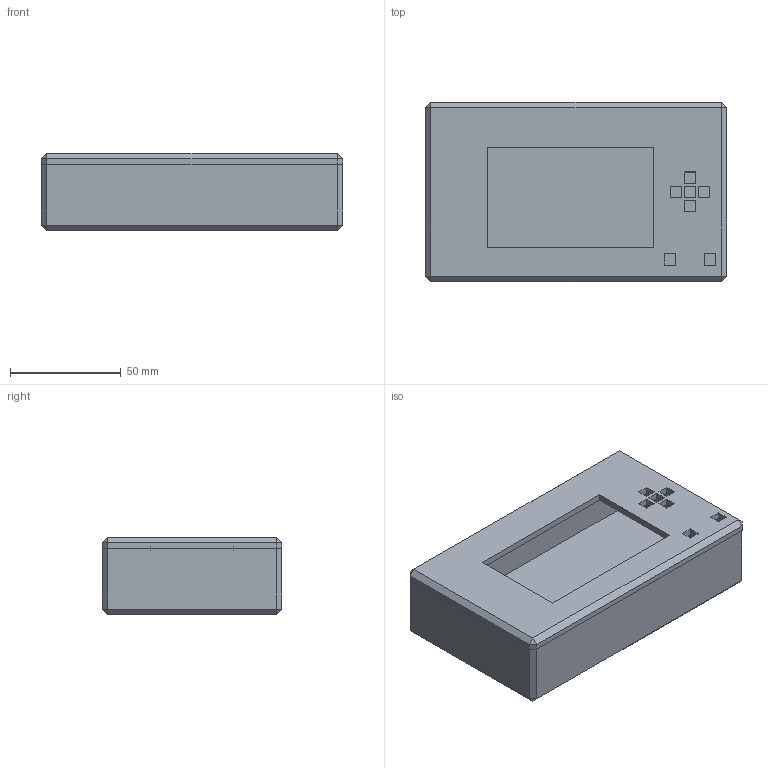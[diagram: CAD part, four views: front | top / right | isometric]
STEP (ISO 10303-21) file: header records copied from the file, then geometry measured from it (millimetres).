
FILE_DESCRIPTION(/* description */ (''),/* implementation_level */ '2;1');
FILE_NAME(/* name */ 'Basic Housing.step',/* time_stamp */ '2026-01-22T16:00:46+11:00',/* author */ (''),/* organization */ (''),/* preprocessor_version */ 'ST-DEVELOPER v20.1',/* originating_system */ 'Autodesk Translation Framework v14.21.0.0',/* authorisation */ '');
FILE_SCHEMA (('AUTOMOTIVE_DESIGN { 1 0 10303 214 3 1 1 }'));
Length unit declared in the file: millimetre
Products named in the file (2): Basic Housing; Component1
Assembly tree (1 placements, depth 2):
  Basic Housing
    Component1
Bounding box: 136 x 81 x 35 mm (x, y, z)
Volume: 89043.1 mm3; surface area: 63764.5 mm2
Topology: 2 solids, 2 shells, 110 faces, 240 edges, 152 vertices
Faces by surface type: plane 94, cylinder 16
Full cylindrical faces by diameter (mm): 2 x16
Entity records: 3037 total; most frequent: CARTESIAN_POINT 505, DIRECTION 498, ORIENTED_EDGE 480, EDGE_CURVE 240, LINE 208, VECTOR 208, VERTEX_POINT 152, AXIS2_PLACEMENT_3D 145
